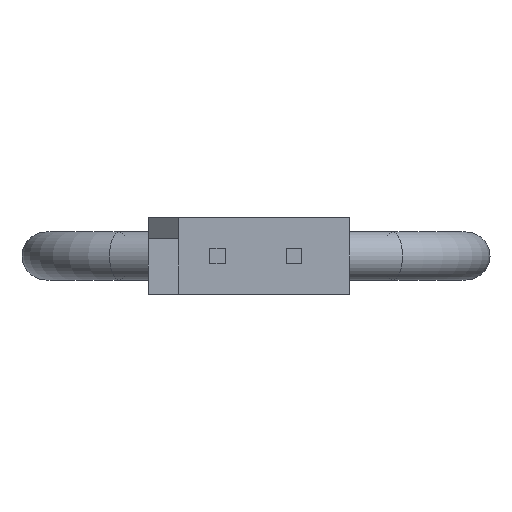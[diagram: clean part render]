
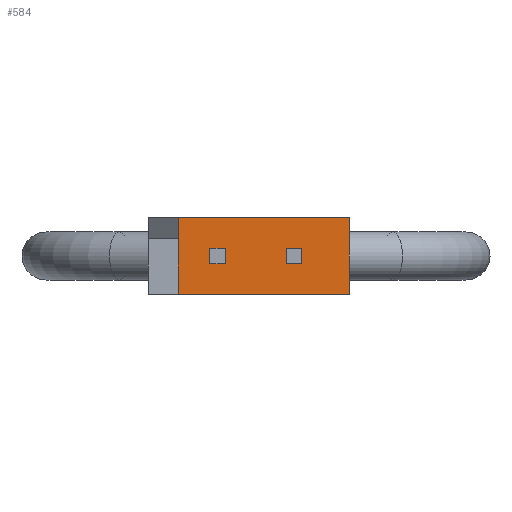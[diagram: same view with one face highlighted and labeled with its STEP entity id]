
A CAD part, left-side view. The second image highlights one B-rep face of the part: STEP entity #584.
In plain terms, the highlighted planar face has unit normal (-1, 0, 0).
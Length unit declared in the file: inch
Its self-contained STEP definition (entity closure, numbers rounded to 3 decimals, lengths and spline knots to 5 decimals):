
#50=FACE_BOUND('',#102,.T.);
#51=FACE_BOUND('',#103,.T.);
#67=FACE_OUTER_BOUND('',#101,.T.);
#101=EDGE_LOOP('',(#420,#421,#422,#423,#424));
#102=EDGE_LOOP('',(#425,#426,#427,#428));
#103=EDGE_LOOP('',(#429,#430,#431,#432));
#124=LINE('',#862,#177);
#126=LINE('',#866,#179);
#131=LINE('',#877,#184);
#135=LINE('',#886,#188);
#139=LINE('',#894,#192);
#143=LINE('',#902,#196);
#146=LINE('',#908,#199);
#150=LINE('',#916,#203);
#154=LINE('',#924,#207);
#157=LINE('',#929,#210);
#158=LINE('',#931,#211);
#165=LINE('',#945,#218);
#166=LINE('',#946,#219);
#177=VECTOR('',#689,0.02756);
#179=VECTOR('',#693,0.07244);
#184=VECTOR('',#700,0.01969);
#188=VECTOR('',#706,0.01969);
#192=VECTOR('',#712,0.01969);
#196=VECTOR('',#720,0.01969);
#199=VECTOR('',#725,0.01969);
#203=VECTOR('',#733,0.01969);
#207=VECTOR('',#739,0.22441);
#210=VECTOR('',#744,0.01969);
#211=VECTOR('',#747,0.01969);
#218=VECTOR('',#760,0.22441);
#219=VECTOR('',#761,0.1);
#230=VERTEX_POINT('',#859);
#231=VERTEX_POINT('',#861);
#232=VERTEX_POINT('',#865);
#235=VERTEX_POINT('',#873);
#237=VERTEX_POINT('',#876);
#239=VERTEX_POINT('',#882);
#241=VERTEX_POINT('',#885);
#243=VERTEX_POINT('',#891);
#246=VERTEX_POINT('',#901);
#247=VERTEX_POINT('',#905);
#250=VERTEX_POINT('',#915);
#253=VERTEX_POINT('',#922);
#258=VERTEX_POINT('',#944);
#281=EDGE_CURVE('',#231,#230,#124,.T.);
#283=EDGE_CURVE('',#230,#232,#126,.T.);
#288=EDGE_CURVE('',#235,#237,#131,.T.);
#292=EDGE_CURVE('',#239,#241,#135,.T.);
#296=EDGE_CURVE('',#243,#235,#139,.T.);
#300=EDGE_CURVE('',#237,#246,#143,.T.);
#303=EDGE_CURVE('',#247,#239,#146,.T.);
#307=EDGE_CURVE('',#241,#250,#150,.T.);
#311=EDGE_CURVE('',#232,#253,#154,.T.);
#314=EDGE_CURVE('',#243,#246,#157,.T.);
#315=EDGE_CURVE('',#247,#250,#158,.T.);
#322=EDGE_CURVE('',#231,#258,#165,.T.);
#323=EDGE_CURVE('',#258,#253,#166,.T.);
#420=ORIENTED_EDGE('',*,*,#322,.F.);
#421=ORIENTED_EDGE('',*,*,#281,.T.);
#422=ORIENTED_EDGE('',*,*,#283,.T.);
#423=ORIENTED_EDGE('',*,*,#311,.T.);
#424=ORIENTED_EDGE('',*,*,#323,.F.);
#425=ORIENTED_EDGE('',*,*,#303,.F.);
#426=ORIENTED_EDGE('',*,*,#315,.T.);
#427=ORIENTED_EDGE('',*,*,#307,.F.);
#428=ORIENTED_EDGE('',*,*,#292,.F.);
#429=ORIENTED_EDGE('',*,*,#296,.F.);
#430=ORIENTED_EDGE('',*,*,#314,.T.);
#431=ORIENTED_EDGE('',*,*,#300,.F.);
#432=ORIENTED_EDGE('',*,*,#288,.F.);
#525=PLANE('',#640);
#584=ADVANCED_FACE('',(#67,#50,#51),#525,.T.);
#640=AXIS2_PLACEMENT_3D('',#943,#758,#759);
#689=DIRECTION('',(0.,0.,-1.));
#693=DIRECTION('',(0.,0.,-1.));
#700=DIRECTION('',(0.,1.,0.));
#706=DIRECTION('',(0.,1.,0.));
#712=DIRECTION('',(0.,0.,1.));
#720=DIRECTION('',(0.,0.,-1.));
#725=DIRECTION('',(0.,0.,1.));
#733=DIRECTION('',(0.,0.,-1.));
#739=DIRECTION('',(0.,-1.,0.));
#744=DIRECTION('',(0.,1.,0.));
#747=DIRECTION('',(0.,1.,0.));
#758=DIRECTION('center_axis',(-1.,0.,0.));
#759=DIRECTION('ref_axis',(0.,0.,1.));
#760=DIRECTION('',(0.,-1.,0.));
#761=DIRECTION('',(0.,0.,-1.));
#859=CARTESIAN_POINT('',(-0.27559,0.10208,0.02244));
#861=CARTESIAN_POINT('',(-0.27559,0.10208,0.05));
#862=CARTESIAN_POINT('',(-0.27559,0.10208,0.05));
#865=CARTESIAN_POINT('',(-0.27559,0.10208,-0.05));
#866=CARTESIAN_POINT('',(-0.27559,0.10208,0.02244));
#873=CARTESIAN_POINT('',(-0.27559,0.04066,0.00984));
#876=CARTESIAN_POINT('',(-0.27559,0.06035,0.00984));
#877=CARTESIAN_POINT('',(-0.27559,0.04066,0.00984));
#882=CARTESIAN_POINT('',(-0.27559,-0.05934,0.00984));
#885=CARTESIAN_POINT('',(-0.27559,-0.03965,0.00984));
#886=CARTESIAN_POINT('',(-0.27559,-0.05934,0.00984));
#891=CARTESIAN_POINT('',(-0.27559,0.04066,-0.00984));
#894=CARTESIAN_POINT('',(-0.27559,0.04066,-0.00984));
#901=CARTESIAN_POINT('',(-0.27559,0.06035,-0.00984));
#902=CARTESIAN_POINT('',(-0.27559,0.06035,0.00984));
#905=CARTESIAN_POINT('',(-0.27559,-0.05934,-0.00984));
#908=CARTESIAN_POINT('',(-0.27559,-0.05934,-0.00984));
#915=CARTESIAN_POINT('',(-0.27559,-0.03965,-0.00984));
#916=CARTESIAN_POINT('',(-0.27559,-0.03965,0.00984));
#922=CARTESIAN_POINT('',(-0.27559,-0.12233,-0.05));
#924=CARTESIAN_POINT('',(-0.27559,0.10208,-0.05));
#929=CARTESIAN_POINT('',(-0.27559,0.04066,-0.00984));
#931=CARTESIAN_POINT('',(-0.27559,-0.05934,-0.00984));
#943=CARTESIAN_POINT('Origin',(-0.27559,0.10208,-0.05));
#944=CARTESIAN_POINT('',(-0.27559,-0.12233,0.05));
#945=CARTESIAN_POINT('',(-0.27559,0.10208,0.05));
#946=CARTESIAN_POINT('',(-0.27559,-0.12233,0.05));
